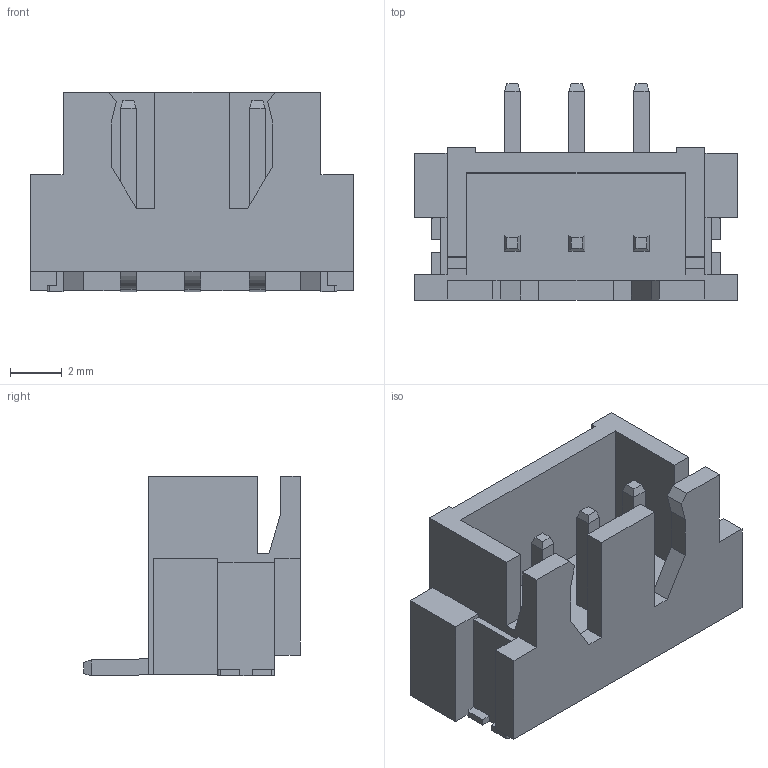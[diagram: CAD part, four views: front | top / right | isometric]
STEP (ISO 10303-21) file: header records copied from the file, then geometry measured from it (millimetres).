
FILE_DESCRIPTION(/* description */ (''),/* implementation_level */ '2;1');
FILE_NAME(/* name */ 'JST-XP_3V_SMD v5.step',/* time_stamp */ '2023-06-20T15:41:12-04:00',/* author */ (''),/* organization */ (''),/* preprocessor_version */ 'ST-DEVELOPER v19.2',/* originating_system */ 'Autodesk Translation Framework v12.6.0.85',/* authorisation */ '');
FILE_SCHEMA (('AUTOMOTIVE_DESIGN { 1 0 10303 214 3 1 1 }'));
Length unit declared in the file: millimetre
Products named in the file (2): JST-XP_3V_SMD; JST-XH_4-PIN
Assembly tree (1 placements, depth 2):
  JST-XP_3V_SMD
    JST-XH_4-PIN
Bounding box: 12.5 x 8.4 x 7.75 mm (x, y, z)
Volume: 255.3 mm3; surface area: 728 mm2
Topology: 6 solids, 6 shells, 168 faces, 456 edges, 300 vertices
Faces by surface type: plane 158, cylinder 10
Entity records: 5265 total; most frequent: CARTESIAN_POINT 927, ORIENTED_EDGE 912, DIRECTION 818, EDGE_CURVE 456, LINE 436, VECTOR 436, VERTEX_POINT 300, AXIS2_PLACEMENT_3D 191
